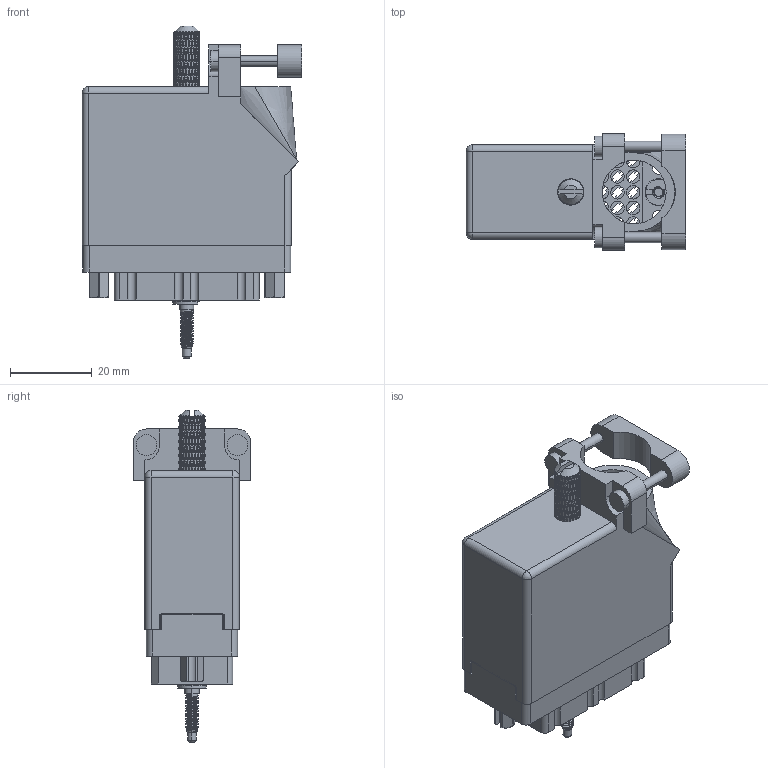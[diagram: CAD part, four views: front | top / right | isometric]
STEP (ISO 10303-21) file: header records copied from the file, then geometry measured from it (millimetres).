
FILE_DESCRIPTION (( 'STEP AP203' ), '1' );
FILE_NAME ('519-036-000-431.STEP', '2020-09-09T19:54:51', ( '' ), ( '' ), 'SwSTEP 2.0', 'SolidWorks 2020', '' );
FILE_SCHEMA (( 'CONFIG_CONTROL_DESIGN' ));
Length unit declared in the file: inch
Products named in the file (11): 516-250-038-111; 516-221-038-102_038; 516-251-035-100; 516-230-001_Plastic - 038 Top Entry - Large Clamp; 516-253-035-100; Actuating Screw Assy 038-056; 519-036-000-431; 519 Receptacle Insulator_036; 516-252-021-102_038; 516-253-138-107; 516-221-038-102_039
Assembly tree (12 placements, depth 3):
  519-036-000-431
    519 Receptacle Insulator_036
    Actuating Screw Assy 038-056
      516-251-035-100
      516-253-035-100  x2
      516-253-138-107
      516-250-038-111
    516-252-021-102_038  x2
    516-221-038-102_038
    516-221-038-102_039
    516-230-001_Plastic - 038 Top Entry - Large Clamp
Bounding box: 53.62 x 28.57 x 81.03 mm (x, y, z)
Volume: 24819.1 mm3; surface area: 31411.1 mm2
Topology: 11 solids, 11 shells, 2495 faces, 6155 edges, 3702 vertices
Faces by surface type: bspline 1037, plane 779, cylinder 625, cone 52, sphere 2
Entity records: 106600 total; most frequent: CARTESIAN_POINT 58961, ORIENTED_EDGE 12094, DIRECTION 7055, EDGE_CURVE 6047, VERTEX_POINT 3634, EDGE_LOOP 2583, ADVANCED_FACE 2458, FACE_OUTER_BOUND 2458
